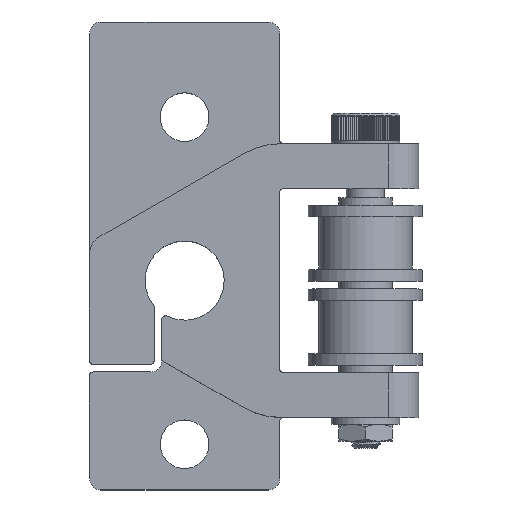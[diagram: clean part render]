
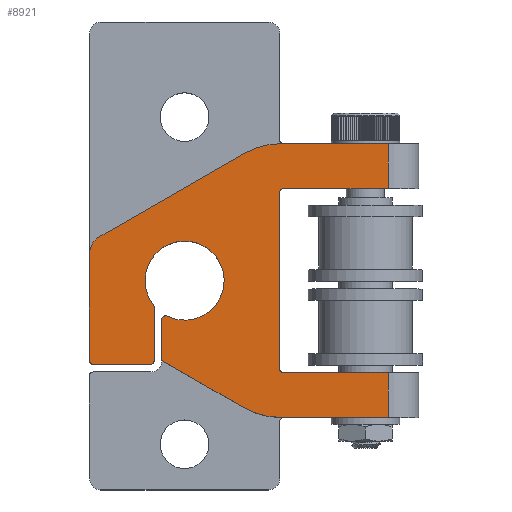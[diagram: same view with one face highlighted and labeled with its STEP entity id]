
A CAD part, top view. The second image highlights one B-rep face of the part: STEP entity #8921.
In plain terms, the highlighted planar face has unit normal (0, 0, 1).
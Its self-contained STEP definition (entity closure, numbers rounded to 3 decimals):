
#512=PLANE('',#9815);
#1220=FACE_OUTER_BOUND('',#1871,.T.);
#1871=EDGE_LOOP('',(#8177,#8178,#8179,#8180,#8181,#8182,#8183,#8184,#8185,
#8186,#8187,#8188,#8189,#8190,#8191,#8192,#8193,#8194,#8195,#8196,#8197,
#8198,#8199,#8200));
#2181=CIRCLE('',#9792,10.);
#2185=CIRCLE('',#9799,10.);
#2187=CIRCLE('',#9802,0.5);
#2188=CIRCLE('',#9804,0.5);
#2192=CIRCLE('',#9812,0.5);
#2194=CIRCLE('',#9816,2.5);
#2195=CIRCLE('',#9817,0.5);
#2196=CIRCLE('',#9818,0.5);
#2197=CIRCLE('',#9819,0.5);
#2198=CIRCLE('',#9820,5.2);
#2199=CIRCLE('',#9821,0.5);
#2991=LINE('',#16616,#3825);
#2995=LINE('',#16625,#3829);
#3001=LINE('',#16642,#3835);
#3006=LINE('',#16654,#3840);
#3033=LINE('',#16757,#3867);
#3042=LINE('',#16785,#3876);
#3045=LINE('',#16790,#3879);
#3046=LINE('',#16791,#3880);
#3047=LINE('',#16793,#3881);
#3048=LINE('',#16797,#3882);
#3049=LINE('',#16801,#3883);
#3050=LINE('',#16805,#3884);
#3051=LINE('',#16811,#3885);
#3825=VECTOR('',#12087,10.);
#3829=VECTOR('',#12095,10.);
#3835=VECTOR('',#12107,10.);
#3840=VECTOR('',#12118,10.);
#3867=VECTOR('',#12227,10.);
#3876=VECTOR('',#12252,10.);
#3879=VECTOR('',#12257,10.);
#3880=VECTOR('',#12258,10.);
#3881=VECTOR('',#12259,10.);
#3882=VECTOR('',#12262,10.);
#3883=VECTOR('',#12265,10.);
#3884=VECTOR('',#12268,10.);
#3885=VECTOR('',#12275,10.);
#4618=VERTEX_POINT('',#16609);
#4621=VERTEX_POINT('',#16614);
#4624=VERTEX_POINT('',#16624);
#4631=VERTEX_POINT('',#16639);
#4632=VERTEX_POINT('',#16641);
#4636=VERTEX_POINT('',#16653);
#4658=VERTEX_POINT('',#16717);
#4659=VERTEX_POINT('',#16719);
#4665=VERTEX_POINT('',#16737);
#4667=VERTEX_POINT('',#16743);
#4668=VERTEX_POINT('',#16747);
#4669=VERTEX_POINT('',#16748);
#4678=VERTEX_POINT('',#16774);
#4679=VERTEX_POINT('',#16775);
#4682=VERTEX_POINT('',#16784);
#4684=VERTEX_POINT('',#16792);
#4685=VERTEX_POINT('',#16794);
#4686=VERTEX_POINT('',#16796);
#4687=VERTEX_POINT('',#16798);
#4688=VERTEX_POINT('',#16800);
#4689=VERTEX_POINT('',#16802);
#4690=VERTEX_POINT('',#16804);
#4691=VERTEX_POINT('',#16806);
#4692=VERTEX_POINT('',#16808);
#5784=EDGE_CURVE('',#4621,#4618,#2991,.T.);
#5788=EDGE_CURVE('',#4624,#4618,#2995,.T.);
#5796=EDGE_CURVE('',#4631,#4632,#3001,.T.);
#5802=EDGE_CURVE('',#4636,#4632,#3006,.T.);
#5833=EDGE_CURVE('',#4658,#4659,#2181,.T.);
#5842=EDGE_CURVE('',#4624,#4665,#2185,.T.);
#5845=EDGE_CURVE('',#4636,#4667,#2187,.T.);
#5847=EDGE_CURVE('',#4668,#4669,#2188,.T.);
#5852=EDGE_CURVE('',#4669,#4621,#3033,.T.);
#5860=EDGE_CURVE('',#4678,#4679,#2192,.T.);
#5865=EDGE_CURVE('',#4682,#4679,#3042,.T.);
#5868=EDGE_CURVE('',#4668,#4667,#3045,.T.);
#5869=EDGE_CURVE('',#4659,#4631,#3046,.T.);
#5870=EDGE_CURVE('',#4658,#4684,#3047,.T.);
#5871=EDGE_CURVE('',#4685,#4684,#2194,.T.);
#5872=EDGE_CURVE('',#4685,#4686,#3048,.T.);
#5873=EDGE_CURVE('',#4687,#4686,#2195,.T.);
#5874=EDGE_CURVE('',#4687,#4688,#3049,.T.);
#5875=EDGE_CURVE('',#4689,#4688,#2196,.T.);
#5876=EDGE_CURVE('',#4689,#4690,#3050,.T.);
#5877=EDGE_CURVE('',#4691,#4690,#2197,.T.);
#5878=EDGE_CURVE('',#4691,#4692,#2198,.T.);
#5879=EDGE_CURVE('',#4682,#4692,#2199,.T.);
#5880=EDGE_CURVE('',#4678,#4665,#3051,.T.);
#8177=ORIENTED_EDGE('',*,*,#5784,.F.);
#8178=ORIENTED_EDGE('',*,*,#5852,.F.);
#8179=ORIENTED_EDGE('',*,*,#5847,.F.);
#8180=ORIENTED_EDGE('',*,*,#5868,.T.);
#8181=ORIENTED_EDGE('',*,*,#5845,.F.);
#8182=ORIENTED_EDGE('',*,*,#5802,.T.);
#8183=ORIENTED_EDGE('',*,*,#5796,.F.);
#8184=ORIENTED_EDGE('',*,*,#5869,.F.);
#8185=ORIENTED_EDGE('',*,*,#5833,.F.);
#8186=ORIENTED_EDGE('',*,*,#5870,.T.);
#8187=ORIENTED_EDGE('',*,*,#5871,.F.);
#8188=ORIENTED_EDGE('',*,*,#5872,.T.);
#8189=ORIENTED_EDGE('',*,*,#5873,.F.);
#8190=ORIENTED_EDGE('',*,*,#5874,.T.);
#8191=ORIENTED_EDGE('',*,*,#5875,.F.);
#8192=ORIENTED_EDGE('',*,*,#5876,.T.);
#8193=ORIENTED_EDGE('',*,*,#5877,.F.);
#8194=ORIENTED_EDGE('',*,*,#5878,.T.);
#8195=ORIENTED_EDGE('',*,*,#5879,.F.);
#8196=ORIENTED_EDGE('',*,*,#5865,.T.);
#8197=ORIENTED_EDGE('',*,*,#5860,.F.);
#8198=ORIENTED_EDGE('',*,*,#5880,.T.);
#8199=ORIENTED_EDGE('',*,*,#5842,.F.);
#8200=ORIENTED_EDGE('',*,*,#5788,.T.);
#8921=ADVANCED_FACE('',(#1220),#512,.T.);
#9792=AXIS2_PLACEMENT_3D('',#16720,#12187,#12188);
#9799=AXIS2_PLACEMENT_3D('',#16738,#12206,#12207);
#9802=AXIS2_PLACEMENT_3D('',#16744,#12213,#12214);
#9804=AXIS2_PLACEMENT_3D('',#16749,#12218,#12219);
#9812=AXIS2_PLACEMENT_3D('',#16776,#12243,#12244);
#9815=AXIS2_PLACEMENT_3D('',#16789,#12255,#12256);
#9816=AXIS2_PLACEMENT_3D('',#16795,#12260,#12261);
#9817=AXIS2_PLACEMENT_3D('',#16799,#12263,#12264);
#9818=AXIS2_PLACEMENT_3D('',#16803,#12266,#12267);
#9819=AXIS2_PLACEMENT_3D('',#16807,#12269,#12270);
#9820=AXIS2_PLACEMENT_3D('',#16809,#12271,#12272);
#9821=AXIS2_PLACEMENT_3D('',#16810,#12273,#12274);
#12087=DIRECTION('',(0.,-1.,0.));
#12095=DIRECTION('',(1.,0.,0.));
#12107=DIRECTION('',(0.,-1.,0.));
#12118=DIRECTION('',(1.,0.,0.));
#12187=DIRECTION('center_axis',(0.,0.,-1.));
#12188=DIRECTION('ref_axis',(-0.259,0.966,0.));
#12206=DIRECTION('center_axis',(0.,0.,-1.));
#12207=DIRECTION('ref_axis',(-0.259,-0.966,0.));
#12213=DIRECTION('center_axis',(0.,0.,1.));
#12214=DIRECTION('ref_axis',(-0.707,0.707,0.));
#12218=DIRECTION('center_axis',(0.,0.,1.));
#12219=DIRECTION('ref_axis',(-0.707,-0.707,0.));
#12227=DIRECTION('',(1.,0.,0.));
#12243=DIRECTION('center_axis',(0.,0.,-1.));
#12244=DIRECTION('ref_axis',(-0.866,-0.5,0.));
#12252=DIRECTION('',(0.,-1.,0.));
#12255=DIRECTION('center_axis',(0.,0.,1.));
#12256=DIRECTION('ref_axis',(1.,0.,0.));
#12257=DIRECTION('',(0.,1.,0.));
#12258=DIRECTION('',(1.,0.,0.));
#12259=DIRECTION('',(-0.866,-0.5,0.));
#12260=DIRECTION('center_axis',(0.,0.,-1.));
#12261=DIRECTION('ref_axis',(-0.866,0.5,0.));
#12262=DIRECTION('',(0.,-1.,0.));
#12263=DIRECTION('center_axis',(0.,0.,-1.));
#12264=DIRECTION('ref_axis',(-0.707,-0.707,0.));
#12265=DIRECTION('',(1.,0.,0.));
#12266=DIRECTION('center_axis',(0.,0.,-1.));
#12267=DIRECTION('ref_axis',(0.707,-0.707,0.));
#12268=DIRECTION('',(0.,1.,0.));
#12269=DIRECTION('center_axis',(0.,0.,-1.));
#12270=DIRECTION('ref_axis',(0.946,0.324,0.));
#12271=DIRECTION('center_axis',(0.,0.,-1.));
#12272=DIRECTION('ref_axis',(1.,0.,0.));
#12273=DIRECTION('center_axis',(0.,0.,-1.));
#12274=DIRECTION('ref_axis',(-0.53,0.848,0.));
#12275=DIRECTION('',(0.866,-0.5,0.));
#16609=CARTESIAN_POINT('',(26.77,-18.,14.));
#16614=CARTESIAN_POINT('',(26.77,-12.1,14.));
#16616=CARTESIAN_POINT('',(26.77,-9.,14.));
#16624=CARTESIAN_POINT('',(12.696,-18.,14.));
#16625=CARTESIAN_POINT('',(10.017,-18.,14.));
#16639=CARTESIAN_POINT('',(26.77,18.,14.));
#16641=CARTESIAN_POINT('',(26.77,12.1,14.));
#16642=CARTESIAN_POINT('',(26.77,6.05,14.));
#16653=CARTESIAN_POINT('',(13.,12.1,14.));
#16654=CARTESIAN_POINT('',(28.77,12.1,14.));
#16717=CARTESIAN_POINT('',(7.696,16.66,14.));
#16719=CARTESIAN_POINT('',(12.696,18.,14.));
#16720=CARTESIAN_POINT('Origin',(12.696,8.,14.));
#16737=CARTESIAN_POINT('',(7.696,-16.66,14.));
#16738=CARTESIAN_POINT('Origin',(12.696,-8.,14.));
#16743=CARTESIAN_POINT('',(12.5,11.6,14.));
#16744=CARTESIAN_POINT('Origin',(13.,11.6,14.));
#16747=CARTESIAN_POINT('',(12.5,-11.6,14.));
#16748=CARTESIAN_POINT('',(13.,-12.1,14.));
#16749=CARTESIAN_POINT('Origin',(13.,-11.6,14.));
#16757=CARTESIAN_POINT('',(28.77,-12.1,14.));
#16774=CARTESIAN_POINT('',(-2.75,-10.629,14.));
#16775=CARTESIAN_POINT('',(-3.,-10.196,14.));
#16776=CARTESIAN_POINT('Origin',(-2.5,-10.196,14.));
#16784=CARTESIAN_POINT('',(-3.,-5.122,14.));
#16785=CARTESIAN_POINT('',(-3.,-12.,14.));
#16789=CARTESIAN_POINT('Origin',(8.135,0.,14.));
#16790=CARTESIAN_POINT('',(12.5,34.,14.));
#16791=CARTESIAN_POINT('',(28.77,18.,14.));
#16792=CARTESIAN_POINT('',(-11.25,5.722,14.));
#16793=CARTESIAN_POINT('',(-12.5,5.,14.));
#16794=CARTESIAN_POINT('',(-12.5,3.557,14.));
#16795=CARTESIAN_POINT('Origin',(-10.,3.557,14.));
#16796=CARTESIAN_POINT('',(-12.5,-10.5,14.));
#16797=CARTESIAN_POINT('',(-12.5,-27.5,14.));
#16798=CARTESIAN_POINT('',(-12.,-11.,14.));
#16799=CARTESIAN_POINT('Origin',(-12.,-10.5,14.));
#16800=CARTESIAN_POINT('',(-4.5,-11.,14.));
#16801=CARTESIAN_POINT('',(-12.5,-11.,14.));
#16802=CARTESIAN_POINT('',(-4.,-10.5,14.));
#16803=CARTESIAN_POINT('Origin',(-4.5,-10.5,14.));
#16804=CARTESIAN_POINT('',(-4.,-3.499,14.));
#16805=CARTESIAN_POINT('',(-4.,-11.,14.));
#16806=CARTESIAN_POINT('',(-4.105,-3.192,14.));
#16807=CARTESIAN_POINT('Origin',(-4.5,-3.499,14.));
#16808=CARTESIAN_POINT('',(-2.281,-4.673,14.));
#16809=CARTESIAN_POINT('Origin',(0.,0.,14.));
#16810=CARTESIAN_POINT('Origin',(-2.5,-5.122,14.));
#16811=CARTESIAN_POINT('',(-12.5,-5.,14.));
